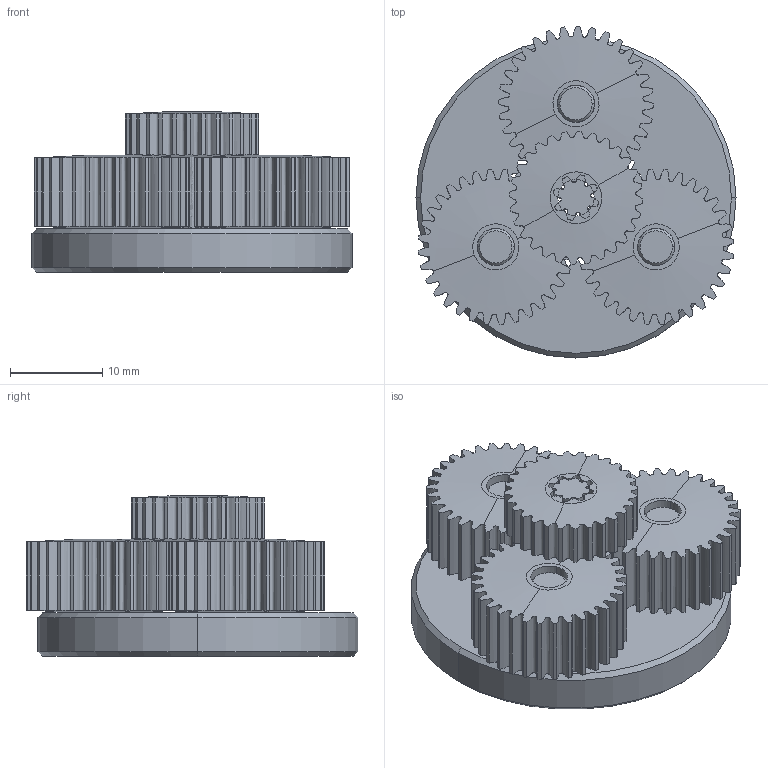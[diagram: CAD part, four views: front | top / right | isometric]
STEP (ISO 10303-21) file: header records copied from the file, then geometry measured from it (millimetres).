
FILE_DESCRIPTION (( 'STEP AP214' ), '1' );
FILE_NAME ('217-2820 Release.STEP', '2014-01-24T19:44:45', ( '' ), ( '' ), 'SwSTEP 2.0', 'SolidWorks 2013', '' );
FILE_SCHEMA (( 'AUTOMOTIVE_DESIGN' ));
Length unit declared in the file: millimetre
Products named in the file (6): 217-2625-007 Rev1_Sun_Driver01; 217-2625-100; 217-2625-005 Rev1_Planet_Revolving_Follower01; 217-2625-010 Rev1; 217-2625-008 Rev1; 217-2820 Release
Assembly tree (9 placements, depth 3):
  217-2820 Release
    217-2625-100
      217-2625-008 Rev1
      217-2625-010 Rev1  x3
      217-2625-005 Rev1_Planet_Revolving_Follower01  x3
    217-2625-007 Rev1_Sun_Driver01
Bounding box: 34.7 x 35.97 x 17.4 mm (x, y, z)
Volume: 8950.6 mm3; surface area: 7544.3 mm2
Topology: 9 solids, 9 shells, 456 faces, 1300 edges, 862 vertices
Faces by surface type: cylinder 204, bspline 168, plane 50, cone 34
Entity records: 27069 total; most frequent: CARTESIAN_POINT 19565, ORIENTED_EDGE 1704, DIRECTION 1286, EDGE_CURVE 852, VERTEX_POINT 566, AXIS2_PLACEMENT_3D 487, VECTOR 312, LINE 312
